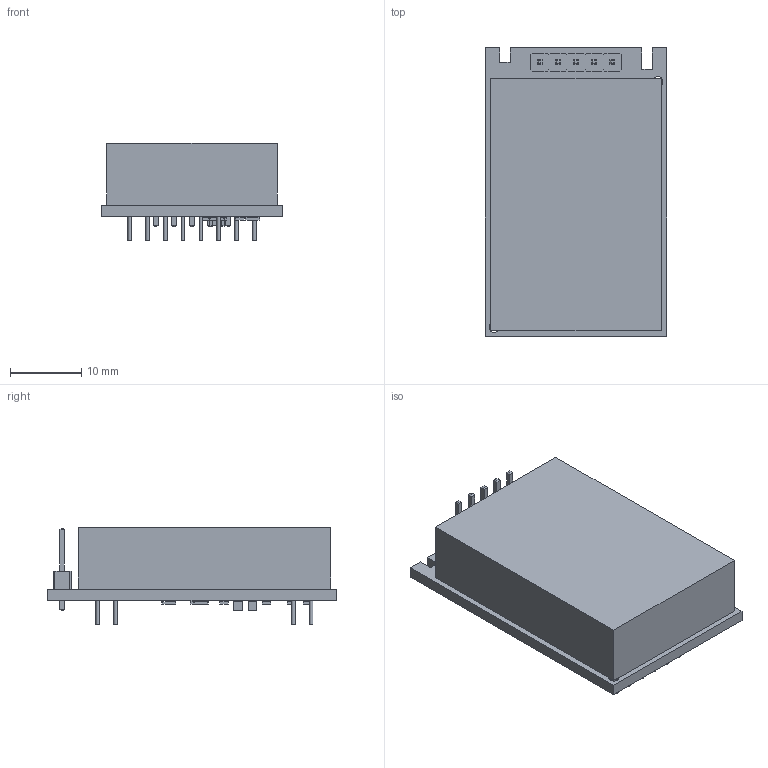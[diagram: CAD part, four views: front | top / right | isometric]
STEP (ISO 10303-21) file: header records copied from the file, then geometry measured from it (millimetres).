
FILE_DESCRIPTION(('KiCad electronic assembly'),'2;1');
FILE_NAME('Driver.step','2024-03-03T00:25:49',('Pcbnew'),('Kicad'), 'Open CASCADE STEP processor 7.7','KiCad to STEP converter','Unknown' );
FILE_SCHEMA(('AUTOMOTIVE_DESIGN { 1 0 10303 214 1 1 1 1 }'));
Length unit declared in the file: millimetre
Products named in the file (10): Driver 1; AD121F2_CAT-Body; Body; PinHeader_1x05_P2.54mm_Vertical; PinHeader_1x05_P254mm_Vertical; R_0805_2012Metric; C_0805_2012Metric; Driver PCB
Assembly tree (18 placements, depth 3):
  Driver 1
    AD121F2_CAT-Body
      Body
    PinHeader_1x05_P2.54mm_Vertical
      PinHeader_1x05_P254mm_Vertical
    R_0805_2012Metric  x9
      R_0805_2012Metric
    C_0805_2012Metric  x2
      C_0805_2012Metric
    Driver PCB
Bounding box: 25.5 x 40.5 x 13.7 mm (x, y, z)
Volume: 9164.1 mm3; surface area: 5632.7 mm2
Topology: 14 solids, 14 shells, 513 faces, 1266 edges, 817 vertices
Faces by surface type: plane 364, cylinder 149
Full cylindrical faces by diameter (mm): 0.5 x22, 0.7 x22, 1 x7, 1.45 x2
Entity records: 18065 total; most frequent: CARTESIAN_POINT 3230, DIRECTION 2514, LINE 1553, VECTOR 1553, ORIENTED_EDGE 1300, PCURVE 1300, DEFINITIONAL_REPRESENTATION 1300, EDGE_CURVE 650
